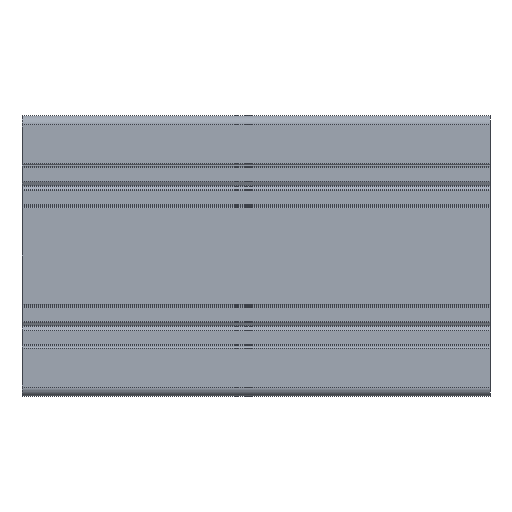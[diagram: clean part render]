
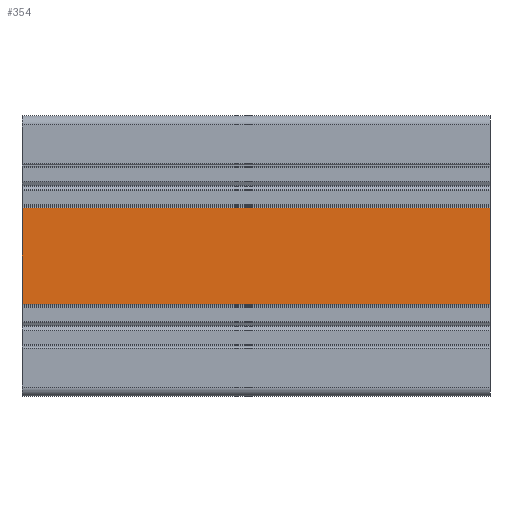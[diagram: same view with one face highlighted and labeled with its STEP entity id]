
A CAD part, left-side view. The second image highlights one B-rep face of the part: STEP entity #354.
In plain terms, the highlighted planar face has unit normal (-1, 0, 0).
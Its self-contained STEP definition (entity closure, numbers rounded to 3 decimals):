
#354 = ADVANCED_FACE( '', ( #971 ), #972, .T. );
#971 = FACE_OUTER_BOUND( '', #1862, .T. );
#972 = PLANE( '', #1863 );
#1862 = EDGE_LOOP( '', ( #2847, #2848, #2849, #2850 ) );
#1863 = AXIS2_PLACEMENT_3D( '', #2851, #2852, #2853 );
#2847 = ORIENTED_EDGE( '', *, *, #5673, .F. );
#2848 = ORIENTED_EDGE( '', *, *, #5674, .F. );
#2849 = ORIENTED_EDGE( '', *, *, #5675, .T. );
#2850 = ORIENTED_EDGE( '', *, *, #5676, .T. );
#2851 = CARTESIAN_POINT( '', ( -15., 100., 10.3 ) );
#2852 = DIRECTION( '', ( -1., 0., 0. ) );
#2853 = DIRECTION( '', ( 0., 0., 1. ) );
#5673 = EDGE_CURVE( '', #6903, #6904, #6905, .T. );
#5674 = EDGE_CURVE( '', #6906, #6903, #6907, .T. );
#5675 = EDGE_CURVE( '', #6906, #6908, #6909, .T. );
#5676 = EDGE_CURVE( '', #6908, #6904, #6910, .T. );
#6903 = VERTEX_POINT( '', #8691 );
#6904 = VERTEX_POINT( '', #8692 );
#6905 = LINE( '', #8693, #8694 );
#6906 = VERTEX_POINT( '', #8695 );
#6907 = LINE( '', #8696, #8697 );
#6908 = VERTEX_POINT( '', #8698 );
#6909 = LINE( '', #8699, #8700 );
#6910 = LINE( '', #8701, #8702 );
#8691 = CARTESIAN_POINT( '', ( -15., 0., 10.3 ) );
#8692 = CARTESIAN_POINT( '', ( -15., 0., -10.3 ) );
#8693 = CARTESIAN_POINT( '', ( -15., 0., 10.3 ) );
#8694 = VECTOR( '', #10894, 1000. );
#8695 = CARTESIAN_POINT( '', ( -15., 100., 10.3 ) );
#8696 = CARTESIAN_POINT( '', ( -15., 100., 10.3 ) );
#8697 = VECTOR( '', #10895, 1000. );
#8698 = CARTESIAN_POINT( '', ( -15., 100., -10.3 ) );
#8699 = CARTESIAN_POINT( '', ( -15., 100., 10.3 ) );
#8700 = VECTOR( '', #10896, 1000. );
#8701 = CARTESIAN_POINT( '', ( -15., 100., -10.3 ) );
#8702 = VECTOR( '', #10897, 1000. );
#10894 = DIRECTION( '', ( 0., 0., -1. ) );
#10895 = DIRECTION( '', ( 0., -1., 0. ) );
#10896 = DIRECTION( '', ( 0., 0., -1. ) );
#10897 = DIRECTION( '', ( 0., -1., 0. ) );
